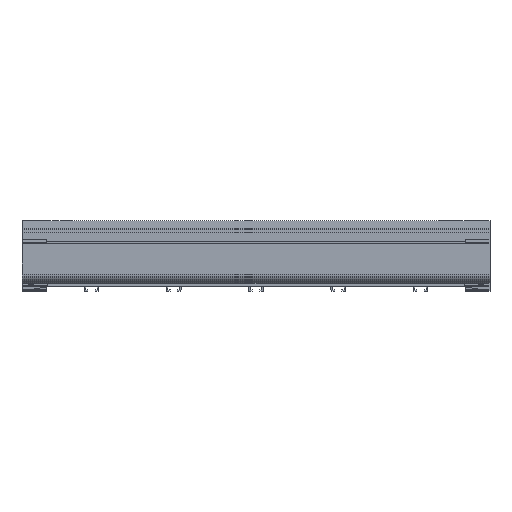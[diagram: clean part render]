
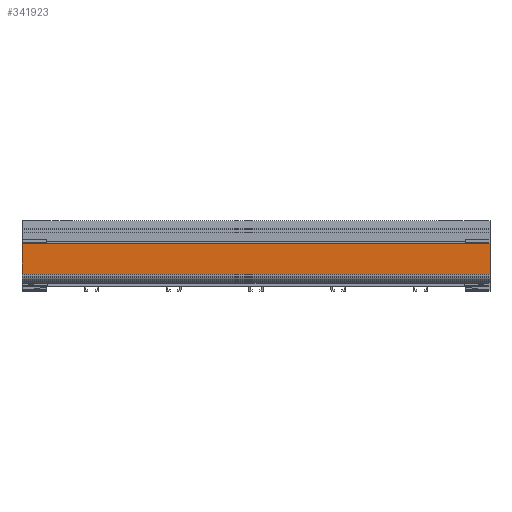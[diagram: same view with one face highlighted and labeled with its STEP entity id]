
A CAD part, front view. The second image highlights one B-rep face of the part: STEP entity #341923.
In plain terms, the highlighted planar face has unit normal (0, -1, -0.03).
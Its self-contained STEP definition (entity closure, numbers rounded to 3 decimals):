
#2073 = PLANE('',#2074);
#2074 = AXIS2_PLACEMENT_3D('',#2075,#2076,#2077);
#2075 = CARTESIAN_POINT('',(3233.859,-6166.44,
    -28.891));
#2076 = DIRECTION('',(-1.,0.,0.));
#2077 = DIRECTION('',(0.,-1.,0.));
#7903 = PLANE('',#7904);
#7904 = AXIS2_PLACEMENT_3D('',#7905,#7906,#7907);
#7905 = CARTESIAN_POINT('',(4002.527,-6166.44,
    -28.891));
#7906 = DIRECTION('',(1.,0.,0.));
#7907 = DIRECTION('',(0.,1.,0.));
#64341 = VERTEX_POINT('',#64342);
#64342 = CARTESIAN_POINT('',(4002.527,-6470.335,
    21.232));
#64356 = PLANE('',#64357);
#64357 = AXIS2_PLACEMENT_3D('',#64358,#64359,#64360);
#64358 = CARTESIAN_POINT('',(3982.527,-6476.914,
    21.232));
#64359 = DIRECTION('',(-0.,-0.,-1.));
#64360 = DIRECTION('',(-1.,0.,0.));
#64368 = EDGE_CURVE('',#64369,#64341,#64371,.T.);
#64369 = VERTEX_POINT('',#64370);
#64370 = CARTESIAN_POINT('',(4002.527,-6468.826,
    -29.637));
#64371 = SURFACE_CURVE('',#64372,(#64376,#64383),.PCURVE_S1.);
#64372 = LINE('',#64373,#64374);
#64373 = CARTESIAN_POINT('',(4002.527,-6468.826,
    -29.637));
#64374 = VECTOR('',#64375,1.);
#64375 = DIRECTION('',(0.,-0.03,1.));
#64376 = PCURVE('',#7903,#64377);
#64377 = DEFINITIONAL_REPRESENTATION('',(#64378),#64382);
#64378 = LINE('',#64379,#64380);
#64379 = CARTESIAN_POINT('',(-302.386,-0.746));
#64380 = VECTOR('',#64381,1.);
#64381 = DIRECTION('',(-0.03,1.));
#64382 = ( GEOMETRIC_REPRESENTATION_CONTEXT(2) 
PARAMETRIC_REPRESENTATION_CONTEXT() REPRESENTATION_CONTEXT('2D SPACE',''
  ) );
#64383 = PCURVE('',#64384,#64389);
#64384 = PLANE('',#64385);
#64385 = AXIS2_PLACEMENT_3D('',#64386,#64387,#64388);
#64386 = CARTESIAN_POINT('',(3618.193,-6469.581,
    -4.203));
#64387 = DIRECTION('',(0.,-1.,
    -0.03));
#64388 = DIRECTION('',(0.,0.03,-1.));
#64389 = DEFINITIONAL_REPRESENTATION('',(#64390),#64394);
#64390 = LINE('',#64391,#64392);
#64391 = CARTESIAN_POINT('',(25.446,384.334));
#64392 = VECTOR('',#64393,1.);
#64393 = DIRECTION('',(-1.,0.));
#64394 = ( GEOMETRIC_REPRESENTATION_CONTEXT(2) 
PARAMETRIC_REPRESENTATION_CONTEXT() REPRESENTATION_CONTEXT('2D SPACE',''
  ) );
#64412 = PLANE('',#64413);
#64413 = AXIS2_PLACEMENT_3D('',#64414,#64415,#64416);
#64414 = CARTESIAN_POINT('',(3618.193,-6468.645,
    -31.069));
#64415 = DIRECTION('',(-0.,-0.992,-0.126));
#64416 = DIRECTION('',(0.,0.126,-0.992));
#158827 = VERTEX_POINT('',#158828);
#158828 = CARTESIAN_POINT('',(3962.527,-6470.335,
    21.232));
#158842 = PLANE('',#158843);
#158843 = AXIS2_PLACEMENT_3D('',#158844,#158845,#158846);
#158844 = CARTESIAN_POINT('',(3618.193,-6470.373,
    22.482));
#158845 = DIRECTION('',(-0.,-1.,-0.03));
#158846 = DIRECTION('',(0.,0.03,-1.));
#194889 = VERTEX_POINT('',#194890);
#194890 = CARTESIAN_POINT('',(3233.859,-6468.826,
    -29.637));
#194911 = EDGE_CURVE('',#194912,#194889,#194914,.T.);
#194912 = VERTEX_POINT('',#194913);
#194913 = CARTESIAN_POINT('',(3233.859,-6470.335,
    21.232));
#194914 = SURFACE_CURVE('',#194915,(#194919,#194926),.PCURVE_S1.);
#194915 = LINE('',#194916,#194917);
#194916 = CARTESIAN_POINT('',(3233.859,-6470.335,
    21.232));
#194917 = VECTOR('',#194918,1.);
#194918 = DIRECTION('',(0.,0.03,-1.));
#194919 = PCURVE('',#2073,#194920);
#194920 = DEFINITIONAL_REPRESENTATION('',(#194921),#194925);
#194921 = LINE('',#194922,#194923);
#194922 = CARTESIAN_POINT('',(303.896,50.123));
#194923 = VECTOR('',#194924,1.);
#194924 = DIRECTION('',(-0.03,-1.));
#194925 = ( GEOMETRIC_REPRESENTATION_CONTEXT(2) 
PARAMETRIC_REPRESENTATION_CONTEXT() REPRESENTATION_CONTEXT('2D SPACE',''
  ) );
#194926 = PCURVE('',#64384,#194927);
#194927 = DEFINITIONAL_REPRESENTATION('',(#194928),#194932);
#194928 = LINE('',#194929,#194930);
#194929 = CARTESIAN_POINT('',(-25.446,-384.334));
#194930 = VECTOR('',#194931,1.);
#194931 = DIRECTION('',(1.,0.));
#194932 = ( GEOMETRIC_REPRESENTATION_CONTEXT(2) 
PARAMETRIC_REPRESENTATION_CONTEXT() REPRESENTATION_CONTEXT('2D SPACE',''
  ) );
#194950 = PLANE('',#194951);
#194951 = AXIS2_PLACEMENT_3D('',#194952,#194953,#194954);
#194952 = CARTESIAN_POINT('',(3253.859,-6476.914,
    21.232));
#194953 = DIRECTION('',(-0.,-0.,-1.));
#194954 = DIRECTION('',(-1.,0.,0.));
#230502 = VERTEX_POINT('',#230503);
#230503 = CARTESIAN_POINT('',(3273.859,-6470.335,
    21.232));
#232161 = EDGE_CURVE('',#64341,#158827,#232162,.T.);
#232162 = SURFACE_CURVE('',#232163,(#232167,#232174),.PCURVE_S1.);
#232163 = LINE('',#232164,#232165);
#232164 = CARTESIAN_POINT('',(4002.527,-6470.335,
    21.232));
#232165 = VECTOR('',#232166,1.);
#232166 = DIRECTION('',(-1.,0.,0.));
#232167 = PCURVE('',#64356,#232168);
#232168 = DEFINITIONAL_REPRESENTATION('',(#232169),#232173);
#232169 = LINE('',#232170,#232171);
#232170 = CARTESIAN_POINT('',(-20.,6.579));
#232171 = VECTOR('',#232172,1.);
#232172 = DIRECTION('',(1.,0.));
#232173 = ( GEOMETRIC_REPRESENTATION_CONTEXT(2) 
PARAMETRIC_REPRESENTATION_CONTEXT() REPRESENTATION_CONTEXT('2D SPACE',''
  ) );
#232174 = PCURVE('',#64384,#232175);
#232175 = DEFINITIONAL_REPRESENTATION('',(#232176),#232180);
#232176 = LINE('',#232177,#232178);
#232177 = CARTESIAN_POINT('',(-25.446,384.334));
#232178 = VECTOR('',#232179,1.);
#232179 = DIRECTION('',(0.,-1.));
#232180 = ( GEOMETRIC_REPRESENTATION_CONTEXT(2) 
PARAMETRIC_REPRESENTATION_CONTEXT() REPRESENTATION_CONTEXT('2D SPACE',''
  ) );
#233100 = EDGE_CURVE('',#230502,#194912,#233101,.T.);
#233101 = SURFACE_CURVE('',#233102,(#233106,#233113),.PCURVE_S1.);
#233102 = LINE('',#233103,#233104);
#233103 = CARTESIAN_POINT('',(3273.859,-6470.335,
    21.232));
#233104 = VECTOR('',#233105,1.);
#233105 = DIRECTION('',(-1.,0.,0.));
#233106 = PCURVE('',#194950,#233107);
#233107 = DEFINITIONAL_REPRESENTATION('',(#233108),#233112);
#233108 = LINE('',#233109,#233110);
#233109 = CARTESIAN_POINT('',(-20.,6.579));
#233110 = VECTOR('',#233111,1.);
#233111 = DIRECTION('',(1.,0.));
#233112 = ( GEOMETRIC_REPRESENTATION_CONTEXT(2) 
PARAMETRIC_REPRESENTATION_CONTEXT() REPRESENTATION_CONTEXT('2D SPACE',''
  ) );
#233113 = PCURVE('',#64384,#233114);
#233114 = DEFINITIONAL_REPRESENTATION('',(#233115),#233119);
#233115 = LINE('',#233116,#233117);
#233116 = CARTESIAN_POINT('',(-25.446,-344.334));
#233117 = VECTOR('',#233118,1.);
#233118 = DIRECTION('',(0.,-1.));
#233119 = ( GEOMETRIC_REPRESENTATION_CONTEXT(2) 
PARAMETRIC_REPRESENTATION_CONTEXT() REPRESENTATION_CONTEXT('2D SPACE',''
  ) );
#272930 = EDGE_CURVE('',#64369,#194889,#272931,.T.);
#272931 = SURFACE_CURVE('',#272932,(#272936,#272943),.PCURVE_S1.);
#272932 = LINE('',#272933,#272934);
#272933 = CARTESIAN_POINT('',(4002.527,-6468.826,
    -29.637));
#272934 = VECTOR('',#272935,1.);
#272935 = DIRECTION('',(-1.,0.,0.));
#272936 = PCURVE('',#64412,#272937);
#272937 = DEFINITIONAL_REPRESENTATION('',(#272938),#272942);
#272938 = LINE('',#272939,#272940);
#272939 = CARTESIAN_POINT('',(-1.443,384.334));
#272940 = VECTOR('',#272941,1.);
#272941 = DIRECTION('',(0.,-1.));
#272942 = ( GEOMETRIC_REPRESENTATION_CONTEXT(2) 
PARAMETRIC_REPRESENTATION_CONTEXT() REPRESENTATION_CONTEXT('2D SPACE',''
  ) );
#272943 = PCURVE('',#64384,#272944);
#272944 = DEFINITIONAL_REPRESENTATION('',(#272945),#272949);
#272945 = LINE('',#272946,#272947);
#272946 = CARTESIAN_POINT('',(25.446,384.334));
#272947 = VECTOR('',#272948,1.);
#272948 = DIRECTION('',(0.,-1.));
#272949 = ( GEOMETRIC_REPRESENTATION_CONTEXT(2) 
PARAMETRIC_REPRESENTATION_CONTEXT() REPRESENTATION_CONTEXT('2D SPACE',''
  ) );
#341923 = ADVANCED_FACE('',(#341924),#64384,.T.);
#341924 = FACE_BOUND('',#341925,.T.);
#341925 = EDGE_LOOP('',(#341926,#341927,#341928,#341929,#341950,#341951)
  );
#341926 = ORIENTED_EDGE('',*,*,#272930,.F.);
#341927 = ORIENTED_EDGE('',*,*,#64368,.T.);
#341928 = ORIENTED_EDGE('',*,*,#232161,.T.);
#341929 = ORIENTED_EDGE('',*,*,#341930,.F.);
#341930 = EDGE_CURVE('',#230502,#158827,#341931,.T.);
#341931 = SURFACE_CURVE('',#341932,(#341936,#341943),.PCURVE_S1.);
#341932 = LINE('',#341933,#341934);
#341933 = CARTESIAN_POINT('',(3273.859,-6470.335,
    21.232));
#341934 = VECTOR('',#341935,1.);
#341935 = DIRECTION('',(1.,0.,0.));
#341936 = PCURVE('',#64384,#341937);
#341937 = DEFINITIONAL_REPRESENTATION('',(#341938),#341942);
#341938 = LINE('',#341939,#341940);
#341939 = CARTESIAN_POINT('',(-25.446,-344.334));
#341940 = VECTOR('',#341941,1.);
#341941 = DIRECTION('',(0.,1.));
#341942 = ( GEOMETRIC_REPRESENTATION_CONTEXT(2) 
PARAMETRIC_REPRESENTATION_CONTEXT() REPRESENTATION_CONTEXT('2D SPACE',''
  ) );
#341943 = PCURVE('',#158842,#341944);
#341944 = DEFINITIONAL_REPRESENTATION('',(#341945),#341949);
#341945 = LINE('',#341946,#341947);
#341946 = CARTESIAN_POINT('',(1.251,-344.334));
#341947 = VECTOR('',#341948,1.);
#341948 = DIRECTION('',(0.,1.));
#341949 = ( GEOMETRIC_REPRESENTATION_CONTEXT(2) 
PARAMETRIC_REPRESENTATION_CONTEXT() REPRESENTATION_CONTEXT('2D SPACE',''
  ) );
#341950 = ORIENTED_EDGE('',*,*,#233100,.T.);
#341951 = ORIENTED_EDGE('',*,*,#194911,.T.);
